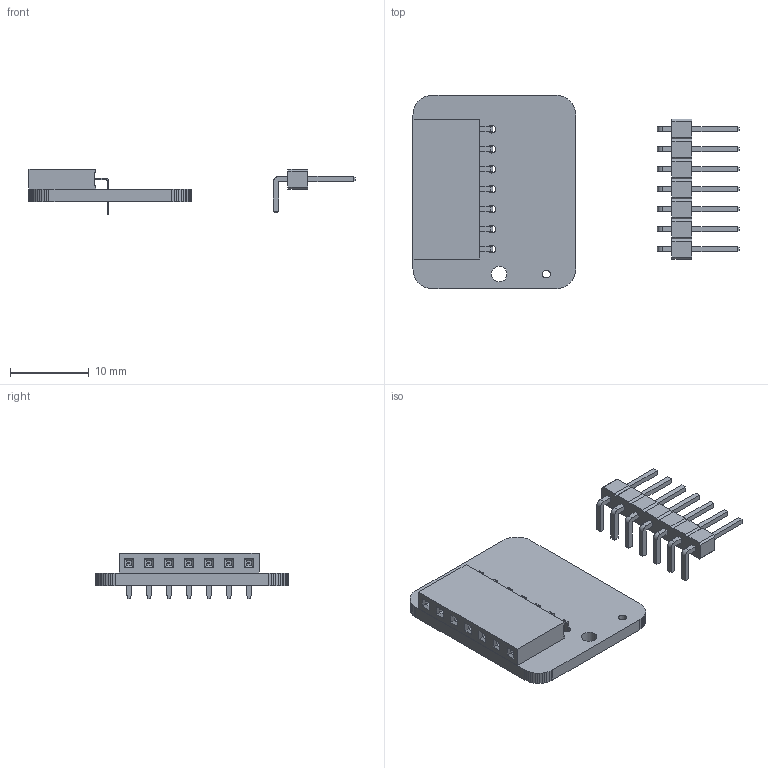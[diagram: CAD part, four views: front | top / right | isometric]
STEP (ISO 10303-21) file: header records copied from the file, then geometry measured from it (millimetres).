
FILE_DESCRIPTION(('KiCad electronic assembly'),'2;1');
FILE_NAME('Spacer.step','2023-03-16T14:37:09',('Pcbnew'),('Kicad'), 'Open CASCADE STEP processor 7.6','KiCad to STEP converter','Unknown' );
FILE_SCHEMA(('AUTOMOTIVE_DESIGN { 1 0 10303 214 1 1 1 1 }'));
Length unit declared in the file: millimetre
Products named in the file (6): Spacer 1; PinHeader_1x07_P2.54mm_Horizontal; SOLID; PinSocket_1x07_P2.54mm_Horizontal; PCB
Assembly tree (5 placements, depth 3):
  Spacer 1
    PinHeader_1x07_P2.54mm_Horizontal
      SOLID
    PinSocket_1x07_P2.54mm_Horizontal
      SOLID
    PCB
Bounding box: 41.42 x 24.62 x 5.84 mm (x, y, z)
Volume: 1290.6 mm3; surface area: 2222.3 mm2
Topology: 3 solids, 3 shells, 515 faces, 1338 edges, 864 vertices
Faces by surface type: plane 485, cylinder 30
Full cylindrical faces by diameter (mm): 1 x8, 2 x1
Entity records: 36141 total; most frequent: CARTESIAN_POINT 5591, DIRECTION 5084, LINE 3894, VECTOR 3894, ORIENTED_EDGE 2676, PCURVE 2676, DEFINITIONAL_REPRESENTATION 2676, EDGE_CURVE 1338
